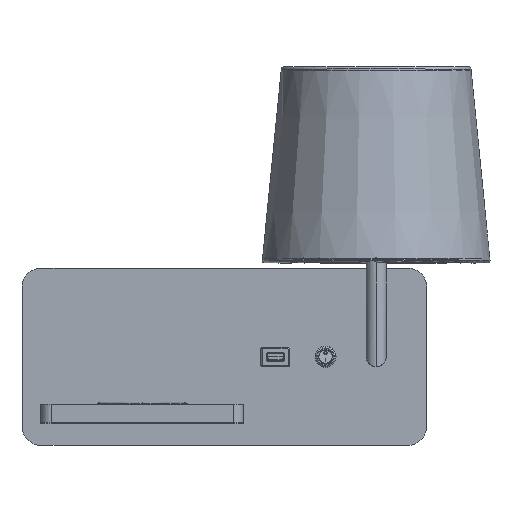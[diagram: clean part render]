
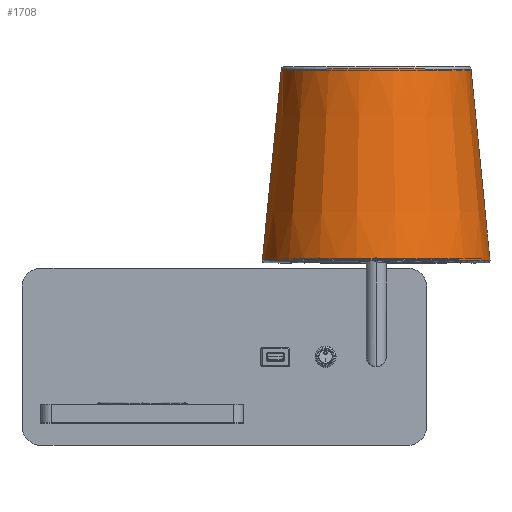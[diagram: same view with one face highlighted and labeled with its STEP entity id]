
A CAD part, top view. The second image highlights one B-rep face of the part: STEP entity #1708.
In plain terms, the highlighted conical face has half-angle 5.669 degrees and reference radius 89.99 mm.
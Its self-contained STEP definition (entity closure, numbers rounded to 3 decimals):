
#53 = DIRECTION ( 'NONE',  ( 0., 0.995, 0.099 ) ) ;
#206 = DIRECTION ( 'NONE',  ( 0., 1., 0. ) ) ;
#554 = DIRECTION ( 'NONE',  ( 0., 1., 0. ) ) ;
#921 = CONICAL_SURFACE ( 'NONE', #7820, 89.99, 0.099 ) ;
#1068 = LINE ( 'NONE', #16191, #14122 ) ;
#1639 = VERTEX_POINT ( 'NONE', #3294 ) ;
#1708 = ADVANCED_FACE ( 'NONE', ( #3065 ), #921, .T. ) ;
#2925 = CARTESIAN_POINT ( 'NONE',  ( 0., -151.198, -75. ) ) ;
#3036 = CARTESIAN_POINT ( 'NONE',  ( 0., -151.198, 0. ) ) ;
#3065 = FACE_OUTER_BOUND ( 'NONE', #11309, .T. ) ;
#3294 = CARTESIAN_POINT ( 'NONE',  ( 0., -151.198, 75. ) ) ;
#3642 = VERTEX_POINT ( 'NONE', #7134 ) ;
#4313 = DIRECTION ( 'NONE',  ( 0., 0., 1. ) ) ;
#4364 = DIRECTION ( 'NONE',  ( 0., 0., 1. ) ) ;
#5609 = VECTOR ( 'NONE', #53, 1000. ) ;
#6337 = AXIS2_PLACEMENT_3D ( 'NONE', #3036, #11951, #4313 ) ;
#6763 = EDGE_CURVE ( 'NONE', #15086, #1639, #11849, .T. ) ;
#7134 = CARTESIAN_POINT ( 'NONE',  ( 0., -0.198, 89.99 ) ) ;
#7589 = VERTEX_POINT ( 'NONE', #14012 ) ;
#7816 = CARTESIAN_POINT ( 'NONE',  ( 0., -0.198, 0. ) ) ;
#7820 = AXIS2_PLACEMENT_3D ( 'NONE', #9519, #554, #4364 ) ;
#7938 = ORIENTED_EDGE ( 'NONE', *, *, #11094, .F. ) ;
#7971 = ORIENTED_EDGE ( 'NONE', *, *, #6763, .T. ) ;
#8080 = ORIENTED_EDGE ( 'NONE', *, *, #11243, .T. ) ;
#8129 = ORIENTED_EDGE ( 'NONE', *, *, #12291, .F. ) ;
#8991 = LINE ( 'NONE', #11450, #5609 ) ;
#9067 = DIRECTION ( 'NONE',  ( 0., 0., 1. ) ) ;
#9519 = CARTESIAN_POINT ( 'NONE',  ( 0., -0.198, 0. ) ) ;
#10470 = AXIS2_PLACEMENT_3D ( 'NONE', #7816, #206, #9067 ) ;
#11094 = EDGE_CURVE ( 'NONE', #15086, #7589, #1068, .T. ) ;
#11115 = DIRECTION ( 'NONE',  ( 0., 0.995, -0.099 ) ) ;
#11243 = EDGE_CURVE ( 'NONE', #1639, #3642, #8991, .T. ) ;
#11309 = EDGE_LOOP ( 'NONE', ( #7938, #7971, #8080, #8129 ) ) ;
#11450 = CARTESIAN_POINT ( 'NONE',  ( 0., -0.198, 89.99 ) ) ;
#11849 = CIRCLE ( 'NONE', #6337, 75. ) ;
#11951 = DIRECTION ( 'NONE',  ( 0., 1., 0. ) ) ;
#12291 = EDGE_CURVE ( 'NONE', #7589, #3642, #12716, .T. ) ;
#12716 = CIRCLE ( 'NONE', #10470, 89.99 ) ;
#14012 = CARTESIAN_POINT ( 'NONE',  ( 0., -0.198, -89.99 ) ) ;
#14122 = VECTOR ( 'NONE', #11115, 1000. ) ;
#15086 = VERTEX_POINT ( 'NONE', #2925 ) ;
#16191 = CARTESIAN_POINT ( 'NONE',  ( 0., -0.198, -89.99 ) ) ;
